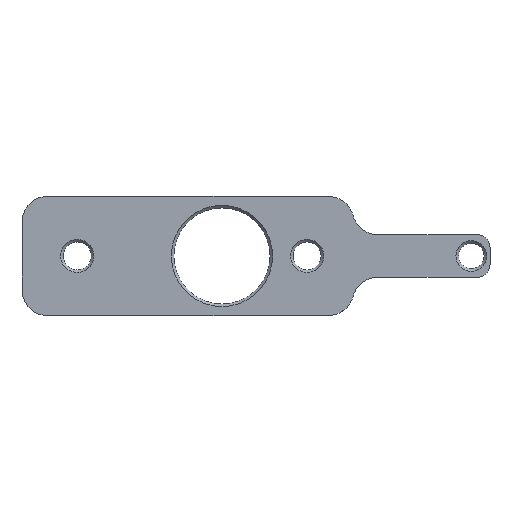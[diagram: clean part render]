
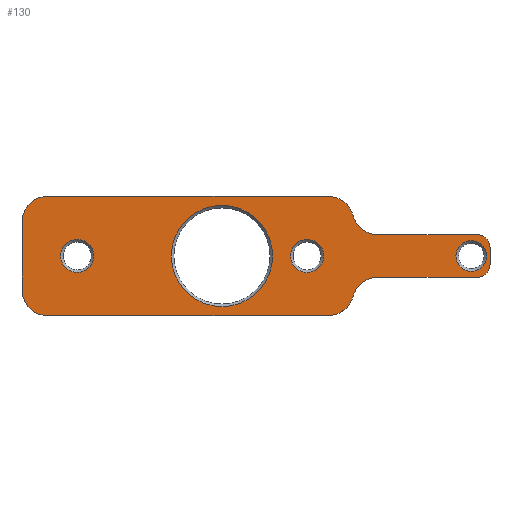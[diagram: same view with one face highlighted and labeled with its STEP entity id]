
A CAD part, top view. The second image highlights one B-rep face of the part: STEP entity #130.
In plain terms, the highlighted planar face has unit normal (0, 0, 1).
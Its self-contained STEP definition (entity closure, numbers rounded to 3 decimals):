
#62=FACE_BOUND('',#180,.T.);
#63=FACE_BOUND('',#181,.T.);
#64=FACE_BOUND('',#182,.T.);
#65=FACE_BOUND('',#183,.T.);
#66=FACE_BOUND('',#184,.T.);
#96=CIRCLE('',#499,1.8);
#97=CIRCLE('',#500,5.95);
#98=CIRCLE('',#501,1.95);
#99=CIRCLE('',#502,1.95);
#100=CIRCLE('',#503,1.5);
#101=CIRCLE('',#504,1.5);
#102=CIRCLE('',#505,3.);
#103=CIRCLE('',#506,3.);
#104=CIRCLE('',#507,3.);
#105=CIRCLE('',#508,3.);
#106=CIRCLE('',#509,3.);
#107=CIRCLE('',#510,3.);
#130=ADVANCED_FACE('',(#62,#63,#64,#65,#66),#158,.T.);
#158=PLANE('',#511);
#180=EDGE_LOOP('',(#234));
#181=EDGE_LOOP('',(#235));
#182=EDGE_LOOP('',(#236));
#183=EDGE_LOOP('',(#237));
#184=EDGE_LOOP('',(#238,#239,#240,#241,#242,#243,#244,#245,#246,#247,#248,
#249,#250,#251));
#234=ORIENTED_EDGE('',*,*,#394,.T.);
#235=ORIENTED_EDGE('',*,*,#395,.T.);
#236=ORIENTED_EDGE('',*,*,#396,.T.);
#237=ORIENTED_EDGE('',*,*,#397,.T.);
#238=ORIENTED_EDGE('',*,*,#398,.F.);
#239=ORIENTED_EDGE('',*,*,#399,.T.);
#240=ORIENTED_EDGE('',*,*,#390,.F.);
#241=ORIENTED_EDGE('',*,*,#400,.T.);
#242=ORIENTED_EDGE('',*,*,#401,.T.);
#243=ORIENTED_EDGE('',*,*,#402,.T.);
#244=ORIENTED_EDGE('',*,*,#403,.T.);
#245=ORIENTED_EDGE('',*,*,#404,.F.);
#246=ORIENTED_EDGE('',*,*,#405,.T.);
#247=ORIENTED_EDGE('',*,*,#406,.F.);
#248=ORIENTED_EDGE('',*,*,#407,.T.);
#249=ORIENTED_EDGE('',*,*,#386,.F.);
#250=ORIENTED_EDGE('',*,*,#408,.T.);
#251=ORIENTED_EDGE('',*,*,#409,.T.);
#342=VERTEX_POINT('',#707);
#343=VERTEX_POINT('',#708);
#346=VERTEX_POINT('',#716);
#347=VERTEX_POINT('',#717);
#350=VERTEX_POINT('',#725);
#351=VERTEX_POINT('',#727);
#352=VERTEX_POINT('',#729);
#353=VERTEX_POINT('',#731);
#354=VERTEX_POINT('',#733);
#355=VERTEX_POINT('',#734);
#356=VERTEX_POINT('',#737);
#357=VERTEX_POINT('',#739);
#358=VERTEX_POINT('',#741);
#359=VERTEX_POINT('',#743);
#360=VERTEX_POINT('',#745);
#361=VERTEX_POINT('',#747);
#362=VERTEX_POINT('',#749);
#363=VERTEX_POINT('',#752);
#386=EDGE_CURVE('',#342,#343,#444,.T.);
#390=EDGE_CURVE('',#346,#347,#448,.T.);
#394=EDGE_CURVE('',#350,#350,#96,.T.);
#395=EDGE_CURVE('',#351,#351,#97,.T.);
#396=EDGE_CURVE('',#352,#352,#98,.T.);
#397=EDGE_CURVE('',#353,#353,#99,.T.);
#398=EDGE_CURVE('',#354,#355,#452,.T.);
#399=EDGE_CURVE('',#354,#347,#100,.T.);
#400=EDGE_CURVE('',#346,#356,#101,.T.);
#401=EDGE_CURVE('',#356,#357,#453,.T.);
#402=EDGE_CURVE('',#357,#358,#102,.T.);
#403=EDGE_CURVE('',#358,#359,#103,.T.);
#404=EDGE_CURVE('',#360,#359,#454,.T.);
#405=EDGE_CURVE('',#360,#361,#104,.T.);
#406=EDGE_CURVE('',#362,#361,#455,.T.);
#407=EDGE_CURVE('',#362,#343,#105,.T.);
#408=EDGE_CURVE('',#342,#363,#106,.T.);
#409=EDGE_CURVE('',#363,#355,#107,.T.);
#444=LINE('',#706,#470);
#448=LINE('',#715,#474);
#452=LINE('',#732,#478);
#453=LINE('',#738,#479);
#454=LINE('',#744,#480);
#455=LINE('',#748,#481);
#470=VECTOR('',#559,1.);
#474=VECTOR('',#565,1.);
#478=VECTOR('',#579,1.);
#479=VECTOR('',#584,1.);
#480=VECTOR('',#589,1.);
#481=VECTOR('',#592,1.);
#499=AXIS2_PLACEMENT_3D('',#724,#571,#572);
#500=AXIS2_PLACEMENT_3D('',#726,#573,#574);
#501=AXIS2_PLACEMENT_3D('',#728,#575,#576);
#502=AXIS2_PLACEMENT_3D('',#730,#577,#578);
#503=AXIS2_PLACEMENT_3D('',#735,#580,#581);
#504=AXIS2_PLACEMENT_3D('',#736,#582,#583);
#505=AXIS2_PLACEMENT_3D('',#740,#585,#586);
#506=AXIS2_PLACEMENT_3D('',#742,#587,#588);
#507=AXIS2_PLACEMENT_3D('',#746,#590,#591);
#508=AXIS2_PLACEMENT_3D('',#750,#593,#594);
#509=AXIS2_PLACEMENT_3D('',#751,#595,#596);
#510=AXIS2_PLACEMENT_3D('',#753,#597,#598);
#511=AXIS2_PLACEMENT_3D('',#754,#599,#600);
#559=DIRECTION('',(-1.,0.,0.));
#565=DIRECTION('',(0.,-1.,0.));
#571=DIRECTION('',(0.,0.,-1.));
#572=DIRECTION('',(1.,0.,0.));
#573=DIRECTION('',(0.,0.,-1.));
#574=DIRECTION('',(1.,0.,0.));
#575=DIRECTION('',(0.,0.,-1.));
#576=DIRECTION('',(1.,0.,0.));
#577=DIRECTION('',(0.,0.,-1.));
#578=DIRECTION('',(1.,0.,0.));
#579=DIRECTION('',(-1.,0.,0.));
#580=DIRECTION('',(0.,0.,1.));
#581=DIRECTION('',(1.,0.,0.));
#582=DIRECTION('',(0.,0.,1.));
#583=DIRECTION('',(1.,0.,0.));
#584=DIRECTION('',(-1.,0.,0.));
#585=DIRECTION('',(0.,0.,-1.));
#586=DIRECTION('',(1.,0.,0.));
#587=DIRECTION('',(0.,0.,1.));
#588=DIRECTION('',(1.,0.,0.));
#589=DIRECTION('',(1.,0.,0.));
#590=DIRECTION('',(0.,0.,1.));
#591=DIRECTION('',(1.,0.,0.));
#592=DIRECTION('',(0.,1.,0.));
#593=DIRECTION('',(0.,0.,1.));
#594=DIRECTION('',(1.,0.,0.));
#595=DIRECTION('',(0.,0.,1.));
#596=DIRECTION('',(1.,0.,0.));
#597=DIRECTION('',(0.,0.,-1.));
#598=DIRECTION('',(1.,0.,0.));
#599=DIRECTION('',(0.,0.,1.));
#600=DIRECTION('',(1.,0.,0.));
#706=CARTESIAN_POINT('',(27.5,0.,3.));
#707=CARTESIAN_POINT('',(36.,0.,3.));
#708=CARTESIAN_POINT('',(3.,0.,3.));
#715=CARTESIAN_POINT('',(55.,7.,3.));
#716=CARTESIAN_POINT('',(55.,8.,3.));
#717=CARTESIAN_POINT('',(55.,6.,3.));
#724=CARTESIAN_POINT('',(52.8,7.,3.));
#725=CARTESIAN_POINT('',(54.6,7.,3.));
#726=CARTESIAN_POINT('',(23.5,7.,3.));
#727=CARTESIAN_POINT('',(29.45,7.,3.));
#728=CARTESIAN_POINT('',(33.5,7.,3.));
#729=CARTESIAN_POINT('',(35.45,7.,3.));
#730=CARTESIAN_POINT('',(6.5,7.,3.));
#731=CARTESIAN_POINT('',(8.45,7.,3.));
#732=CARTESIAN_POINT('',(55.,4.5,3.));
#733=CARTESIAN_POINT('',(53.5,4.5,3.));
#734=CARTESIAN_POINT('',(41.809,4.5,3.));
#735=CARTESIAN_POINT('',(53.5,6.,3.));
#736=CARTESIAN_POINT('',(53.5,8.,3.));
#737=CARTESIAN_POINT('',(53.5,9.5,3.));
#738=CARTESIAN_POINT('',(55.,9.5,3.));
#739=CARTESIAN_POINT('',(41.809,9.5,3.));
#740=CARTESIAN_POINT('',(41.809,12.5,3.));
#741=CARTESIAN_POINT('',(38.905,11.75,3.));
#742=CARTESIAN_POINT('',(36.,11.,3.));
#743=CARTESIAN_POINT('',(36.,14.,3.));
#744=CARTESIAN_POINT('',(27.5,14.,3.));
#745=CARTESIAN_POINT('',(3.,14.,3.));
#746=CARTESIAN_POINT('',(3.,11.,3.));
#747=CARTESIAN_POINT('',(0.,11.,3.));
#748=CARTESIAN_POINT('',(0.,7.,3.));
#749=CARTESIAN_POINT('',(0.,3.,3.));
#750=CARTESIAN_POINT('',(3.,3.,3.));
#751=CARTESIAN_POINT('',(36.,3.,3.));
#752=CARTESIAN_POINT('',(38.905,2.25,3.));
#753=CARTESIAN_POINT('',(41.809,1.5,3.));
#754=CARTESIAN_POINT('',(27.5,7.,3.));
